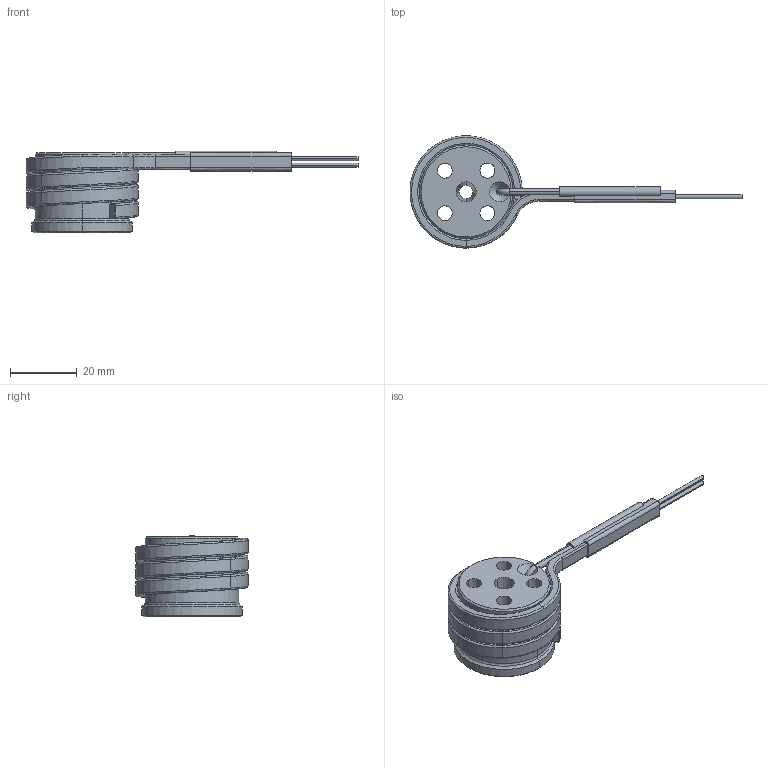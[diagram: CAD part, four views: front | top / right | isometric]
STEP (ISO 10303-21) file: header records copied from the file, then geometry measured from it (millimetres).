
FILE_DESCRIPTION((''),'2;1');
FILE_NAME('VLH-ML-R16_VTULKA_POD_SO_INST1','2014-06-06T',('Íàòàëüÿ'),('IMID'),'PRO/ENGINEER BY PARAMETRIC TECHNOLOGY CORPORATION, 2010180','PRO/ENGINEER BY PARAMETRIC TECHNOLOGY CORPORATION, 2010180','');
FILE_SCHEMA(('CONFIG_CONTROL_DESIGN'));
Length unit declared in the file: millimetre
Products named in the file (1): VLH-ML-R16_VTULKA_POD_SO_INST1
Bounding box: 99.29 x 33.56 x 24.5 mm (x, y, z)
Volume: 16166.5 mm3; surface area: 8437.4 mm2
Topology: 1 solids, 1 shells, 167 faces, 455 edges, 284 vertices
Faces by surface type: cylinder 46, bspline 44, plane 32, cone 16, torus 11, revolution 9, extrusion 7, sphere 2
Entity records: 8050 total; most frequent: CARTESIAN_POINT 4205, ORIENTED_EDGE 910, DIRECTION 629, EDGE_CURVE 455, VERTEX_POINT 284, AXIS2_PLACEMENT_3D 256, B_SPLINE_CURVE_WITH_KNOTS 221, EDGE_LOOP 175
